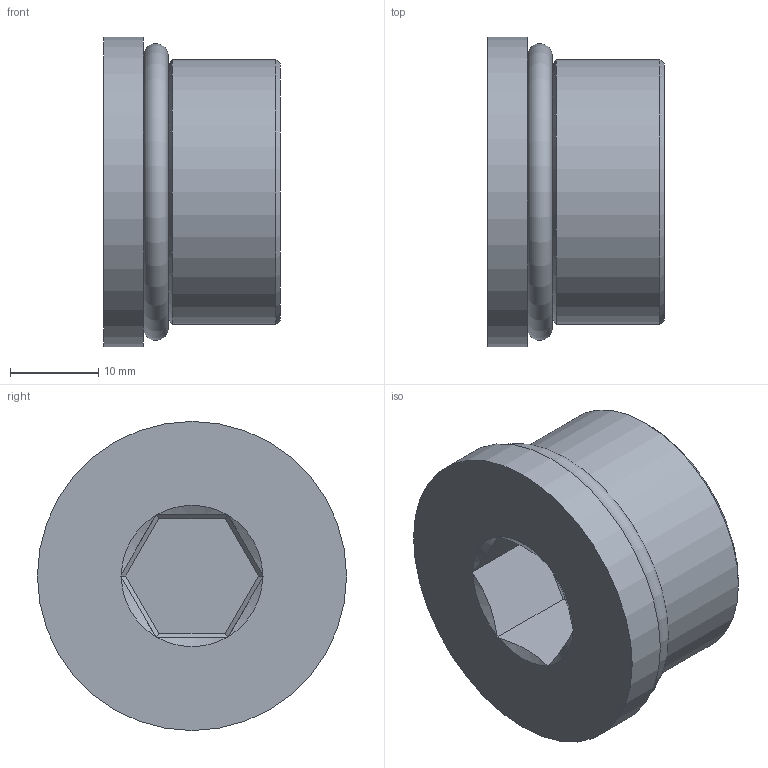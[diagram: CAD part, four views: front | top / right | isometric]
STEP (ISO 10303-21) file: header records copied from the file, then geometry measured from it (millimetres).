
FILE_DESCRIPTION(/* description */ (''),/* implementation_level */ '2;1');
FILE_NAME(/* name */ 'vsti_13-16_unf-la.stp',/* time_stamp */ '2018-11-26T14:45:18+01:00',/* author */ ('leitheußer'),/* organization */ (''),/* preprocessor_version */ 'ST-DEVELOPER v15.6',/* originating_system */ 'Autodesk Inventor LT ',/* authorisation */ '');
FILE_SCHEMA (('AUTOMOTIVE_DESIGN { 1 0 10303 214 3 1 1 }'));
Length unit declared in the file: millimetre
Products named in the file (1): VSTI 13-16 UNF
Bounding box: 20 x 35 x 35 mm (x, y, z)
Volume: 13731.5 mm3; surface area: 5334.3 mm2
Topology: 2 solids, 2 shells, 28 faces, 62 edges, 38 vertices
Faces by surface type: plane 16, cone 8, cylinder 3, torus 1
Full cylindrical faces by diameter (mm): 28 x1, 30 x1, 35 x1
Entity records: 765 total; most frequent: CARTESIAN_POINT 136, DIRECTION 124, ORIENTED_EDGE 114, EDGE_CURVE 57, AXIS2_PLACEMENT_3D 44, VERTEX_POINT 38, LINE 36, VECTOR 36
